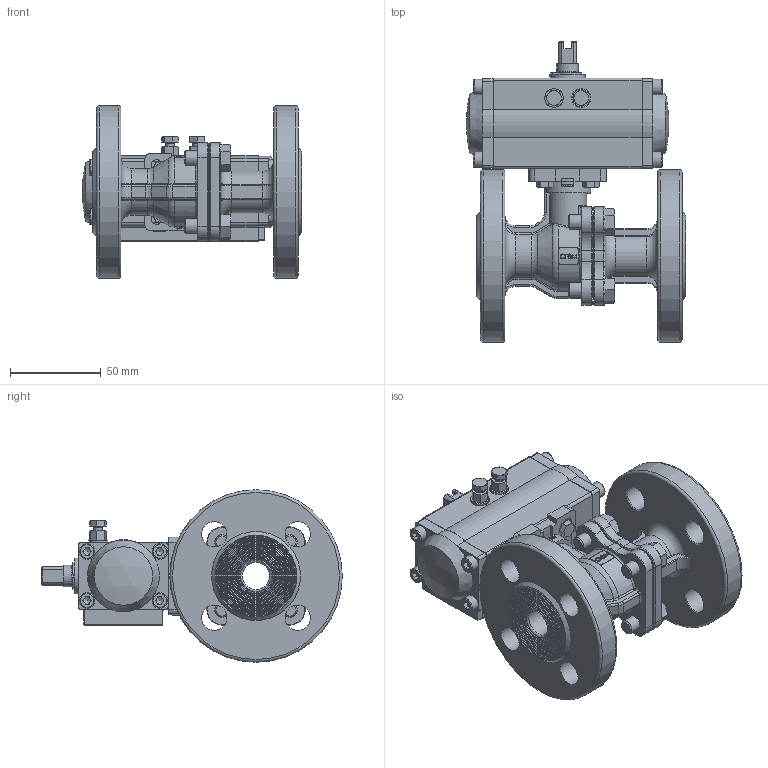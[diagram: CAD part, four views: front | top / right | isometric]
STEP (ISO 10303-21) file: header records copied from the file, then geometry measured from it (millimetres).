
FILE_DESCRIPTION(/* description */ ('Unknown'),/* implementation_level */ '2;1');
FILE_NAME(/* name */ 'PD01 0920-04',/* time_stamp */ '2024-09-24T10:49:40+02:00',/* author */ ('Unknown'),/* organization */ ('Unknown'),/* preprocessor_version */ 'ST-DEVELOPER v19.4',/* originating_system */ 'Solid Edge',/* authorisation */ 'Unknown');
FILE_SCHEMA (('AUTOMOTIVE_DESIGN {1 0 10303 214 3 1 1}'));
Products named in the file (23): PD01 0920-04; 920-04; MV-24D-DD; MV-24D-FGM; MV-24D-G(J); MV-24D-PD; MV-24D-LZ; MV-24D-FG; MV-24D-T(J); MV-24D-FS; DIN 933 M5x16 A2-70 BLK_EDST; PD01; 32gangti; circlips for shaft--type a large gb_GB_CONNECTING_PIECE_RING_RRA 13; VT032-8 ______; plain washers-n series-grade a gb_GB_FASTENER_WASHER_PWNA 5; hex nut gradec_din_Hexagon Nut ISO 4034 - M5 - N; hex bolt gradeab_din_ISO 4014 - M5 x 25 x 16-N; socket head cap screw_din_DIN 912 M5 x 16 --- 16N; VT032-04-1; VT032_Welle; VT032-03-A 3D_; VT032-03-A 3D
Assembly tree (40 placements, depth 4):
  PD01 0920-04
    920-04
      MV-24D-DD  x2
      MV-24D-FGM
      MV-24D-G(J)
      MV-24D-PD
      MV-24D-LZ  x4
      MV-24D-FG
      MV-24D-T(J)
      MV-24D-FS
    DIN 933 M5x16 A2-70 BLK_EDST  x4
    PD01
      32gangti
      circlips for shaft--type a large gb_GB_CONNECTING_PIECE_RING_RRA 13
      VT032-8 ______
      plain washers-n series-grade a gb_GB_FASTENER_WASHER_PWNA 5  x2
      hex nut gradec_din_Hexagon Nut ISO 4034 - M5 - N  x2
      hex bolt gradeab_din_ISO 4014 - M5 x 25 x 16-N  x2
      socket head cap screw_din_DIN 912 M5 x 16 --- 16N  x8
      VT032-04-1  x2
      VT032_Welle
        VT032-03-A 3D_
        VT032-03-A 3D
Bounding box: 120.78 x 165.5 x 95 mm (x, y, z)
Volume: 427040.8 mm3; surface area: 144619 mm2
Topology: 38 solids, 38 shells, 1565 faces, 3644 edges, 2278 vertices
Faces by surface type: plane 683, cylinder 353, cone 233, bspline 168, torus 122, sphere 6
Full cylindrical faces by diameter (mm): 1.7 x2, 2.5 x2, 3 x1, 3.242 x8, 4.134 x14, 4.2 x3, 4.5 x8, 5 x19, 5.3 x2, 5.5 x1, 6.9 x4, 8 x12, 8.5 x8, 8.57 x2, 8.6 x1, 9 x6, 9.53 x2, 9.6 x1, 10 x4, 10.5 x3, 11.2 x2, 12 x8, 12.1 x1, 12.3 x2, 12.4 x1, 12.6 x3, 12.7 x1, 13.5 x2, 14 x8, 15 x2
Entity records: 56454 total; most frequent: CARTESIAN_POINT 29846, DIRECTION 5077, ORIENTED_EDGE 5068, EDGE_CURVE 2534, AXIS2_PLACEMENT_3D 2056, VERTEX_POINT 1759, FACE_BOUND 1707, EDGE_LOOP 1706
